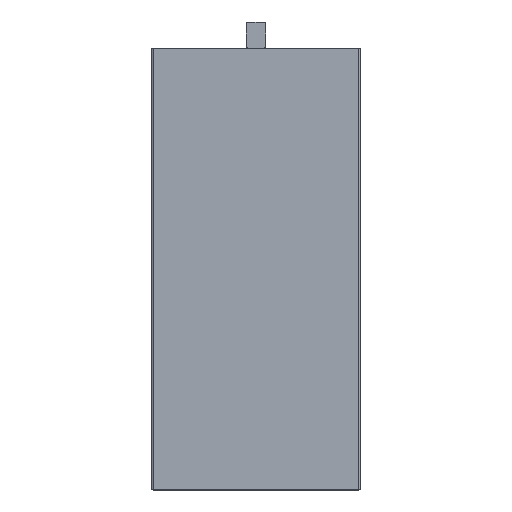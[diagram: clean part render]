
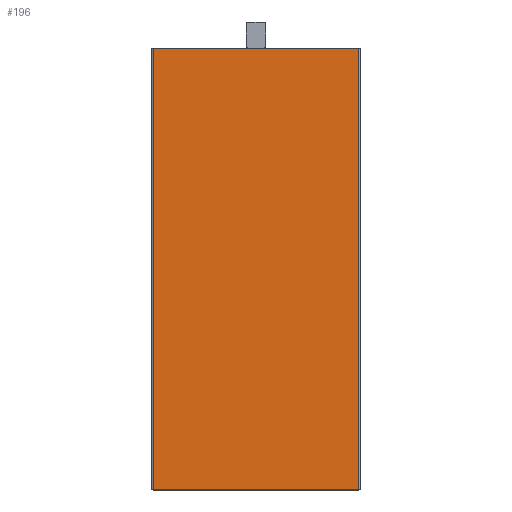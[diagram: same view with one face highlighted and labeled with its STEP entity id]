
A CAD part, top view. The second image highlights one B-rep face of the part: STEP entity #196.
In plain terms, the highlighted planar face has unit normal (0, 0, 1).
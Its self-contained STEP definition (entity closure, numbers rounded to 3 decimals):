
#118=FACE_OUTER_BOUND('',#360,.T.);
#196=ADVANCED_FACE('',(#118),#271,.T.);
#271=PLANE('',#1622);
#360=EDGE_LOOP('',(#588,#589,#590,#591));
#588=ORIENTED_EDGE('',*,*,#1092,.F.);
#589=ORIENTED_EDGE('',*,*,#1099,.T.);
#590=ORIENTED_EDGE('',*,*,#1100,.T.);
#591=ORIENTED_EDGE('',*,*,#1101,.T.);
#920=VERTEX_POINT('',#2310);
#921=VERTEX_POINT('',#2312);
#926=VERTEX_POINT('',#2326);
#927=VERTEX_POINT('',#2328);
#1092=EDGE_CURVE('',#920,#921,#1290,.T.);
#1099=EDGE_CURVE('',#920,#926,#1295,.T.);
#1100=EDGE_CURVE('',#926,#927,#1296,.T.);
#1101=EDGE_CURVE('',#927,#921,#1297,.T.);
#1290=LINE('',#2311,#1470);
#1295=LINE('',#2325,#1475);
#1296=LINE('',#2327,#1476);
#1297=LINE('',#2329,#1477);
#1470=VECTOR('',#1864,1.);
#1475=VECTOR('',#1877,1.);
#1476=VECTOR('',#1878,1.);
#1477=VECTOR('',#1879,1.);
#1622=AXIS2_PLACEMENT_3D('',#2330,#1880,#1881);
#1864=DIRECTION('',(1.,0.,0.));
#1877=DIRECTION('',(0.,-1.,0.));
#1878=DIRECTION('',(1.,0.,0.));
#1879=DIRECTION('',(0.,1.,0.));
#1880=DIRECTION('',(0.,0.,1.));
#1881=DIRECTION('',(-1.,0.,0.));
#2310=CARTESIAN_POINT('',(-157.,337.5,1310.8));
#2311=CARTESIAN_POINT('',(-160.,337.5,1310.8));
#2312=CARTESIAN_POINT('',(157.,337.5,1310.8));
#2325=CARTESIAN_POINT('',(-157.,337.5,1310.8));
#2326=CARTESIAN_POINT('',(-157.,-337.5,1310.8));
#2327=CARTESIAN_POINT('',(-160.,-337.5,1310.8));
#2328=CARTESIAN_POINT('',(157.,-337.5,1310.8));
#2329=CARTESIAN_POINT('',(157.,337.5,1310.8));
#2330=CARTESIAN_POINT('',(-160.,337.5,1310.8));
